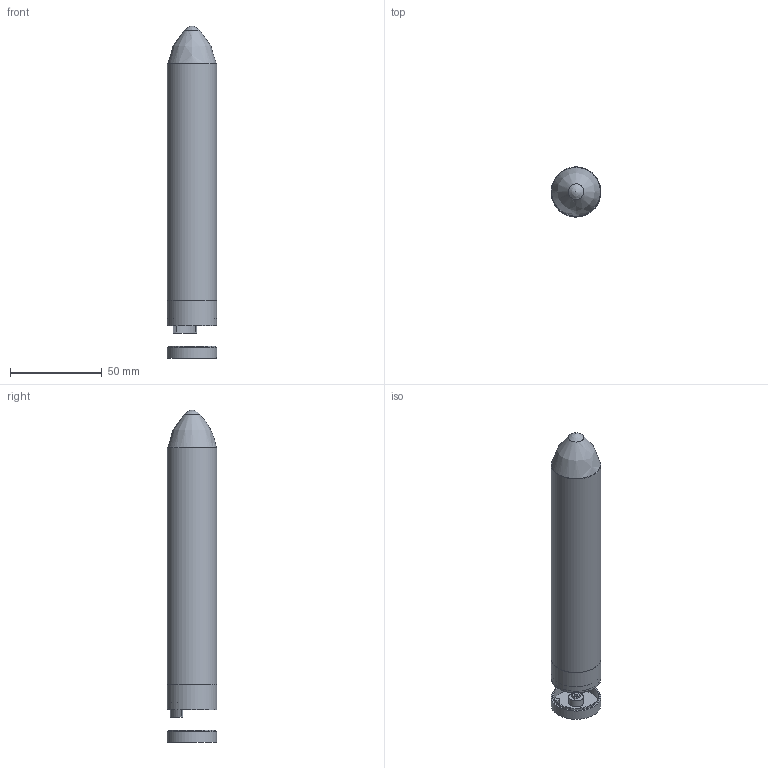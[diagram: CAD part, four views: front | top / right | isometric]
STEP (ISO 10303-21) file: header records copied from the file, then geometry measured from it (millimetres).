
FILE_DESCRIPTION( ('This file contains a STEP AP42 implementation' ,'as created by ZW3D STEP Interface translator.') ,'2;1' );
FILE_NAME( 'forma_do_odlewu.stp' ,'16 9 6.104533', (''), ('ZWCAD Software Co.'), 'Version 1.0', 'ZW3D to STEP translator', '' );
FILE_SCHEMA( ('CONFIG_CONTROL_DESIGN') );
Length unit declared in the file: millimetre
Products named in the file (7): 0; wibro ver2; gorna czêœc zakrêtka; dona czêœæ zakrêtki; Sketch4; Sketch6; Sketch8
Assembly tree (2 placements, depth 2):
  0
  wibro ver2
    gorna czêœc zakrêtka
    dona czêœæ zakrêtki
  Sketch4
  Sketch6
  Sketch8
Bounding box: 27 x 26.99 x 180.49 mm (x, y, z)
Volume: 33575 mm3; surface area: 29720.4 mm2
Topology: 4 solids, 4 shells, 67 faces, 139 edges, 87 vertices
Faces by surface type: bspline 67
Entity records: 2199 total; most frequent: CARTESIAN_POINT 1104, ORIENTED_EDGE 286, EDGE_CURVE 137, B_SPLINE_CURVE_WITH_KNOTS 94, VERTEX_POINT 87, EDGE_LOOP 86, FACE_OUTER_BOUND 67, ADVANCED_FACE 67
